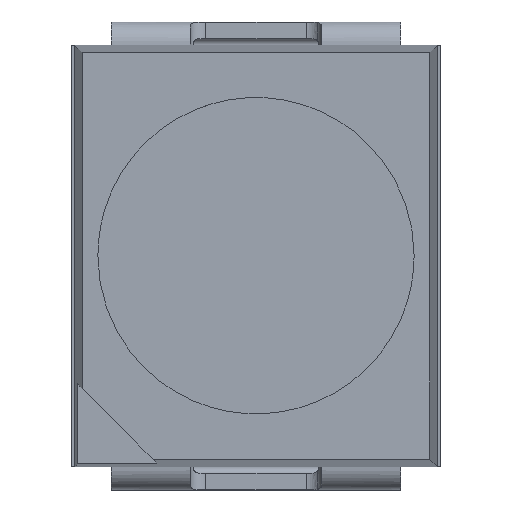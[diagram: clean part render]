
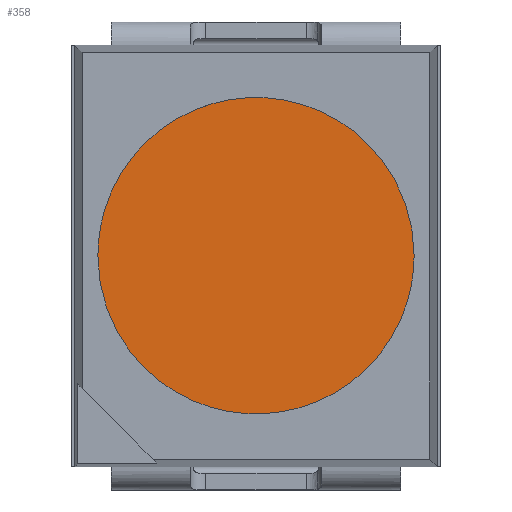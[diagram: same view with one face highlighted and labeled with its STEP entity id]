
A CAD part, top view. The second image highlights one B-rep face of the part: STEP entity #358.
In plain terms, the highlighted planar face has unit normal (0, 0, 1).
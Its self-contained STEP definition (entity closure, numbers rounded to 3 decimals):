
#22 = CARTESIAN_POINT ( 'NONE',  ( -0.48, -1.1, 1.779 ) ) ;
#30 = CARTESIAN_POINT ( 'NONE',  ( 0.984, -0.695, 1.779 ) ) ;
#132 = CARTESIAN_POINT ( 'NONE',  ( -1.2, 0., 1.779 ) ) ;
#137 = EDGE_LOOP ( 'NONE', ( #1421, #2378 ) ) ;
#139 = CARTESIAN_POINT ( 'NONE',  ( -0.37, 1.142, 1.779 ) ) ;
#141 = AXIS2_PLACEMENT_3D ( 'NONE', #253, #1271, #2290 ) ;
#144 = CARTESIAN_POINT ( 'NONE',  ( 0.966, 0.731, 1.779 ) ) ;
#149 = EDGE_CURVE ( 'NONE', #161, #564, #2294, .T. ) ;
#161 = VERTEX_POINT ( 'NONE', #1309 ) ;
#212 = CARTESIAN_POINT ( 'NONE',  ( -1.189, -0.189, 1.779 ) ) ;
#220 = CARTESIAN_POINT ( 'NONE',  ( -0.3, -1.172, 1.779 ) ) ;
#228 = CARTESIAN_POINT ( 'NONE',  ( 1.083, -0.517, 1.779 ) ) ;
#253 = CARTESIAN_POINT ( 'NONE',  ( -1.224, 1.224, 1.779 ) ) ;
#327 = CARTESIAN_POINT ( 'NONE',  ( -1.172, 0.301, 1.779 ) ) ;
#335 = CARTESIAN_POINT ( 'NONE',  ( -0.189, 1.189, 1.779 ) ) ;
#343 = CARTESIAN_POINT ( 'NONE',  ( 1.123, 0.422, 1.779 ) ) ;
#358 = ADVANCED_FACE ( 'NONE', ( #1697 ), #2264, .T. ) ;
#399 = CARTESIAN_POINT ( 'NONE',  ( -1.2, 0., 1.779 ) ) ;
#407 = CARTESIAN_POINT ( 'NONE',  ( -1.142, -0.371, 1.779 ) ) ;
#419 = CARTESIAN_POINT ( 'NONE',  ( 0.076, -1.2, 1.779 ) ) ;
#427 = CARTESIAN_POINT ( 'NONE',  ( 1.109, -0.459, 1.779 ) ) ;
#529 = CARTESIAN_POINT ( 'NONE',  ( -1.1, 0.48, 1.779 ) ) ;
#536 = CARTESIAN_POINT ( 'NONE',  ( 0.153, 1.2, 1.779 ) ) ;
#543 = CARTESIAN_POINT ( 'NONE',  ( 1.142, 0.371, 1.779 ) ) ;
#560 = CARTESIAN_POINT ( 'NONE',  ( 1.2, 0.077, 1.779 ) ) ;
#564 = VERTEX_POINT ( 'NONE', #1103 ) ;
#604 = CARTESIAN_POINT ( 'NONE',  ( -1.123, -0.422, 1.779 ) ) ;
#612 = CARTESIAN_POINT ( 'NONE',  ( 0.316, -1.159, 1.779 ) ) ;
#619 = CARTESIAN_POINT ( 'NONE',  ( 1.2, -0.153, 1.779 ) ) ;
#664 = B_SPLINE_CURVE_WITH_KNOTS ( 'NONE', 3,
 ( #399, #2220, #212, #1605, #407, #1807, #604, #2024, #818, #2226, #1011, #2433, #1213, #22, #1407, #220, #1611, #419, #1816, #612, #2036, #826, #2235, #1017, #2444, #1223, #30, #1417, #228, #1622, #427, #1826, #619, #2047 ),
 .UNSPECIFIED., .F., .F.,
 ( 4, 1, 1, 2, 2, 2, 1, 1, 2, 2, 2, 1, 1, 2, 2, 2, 1, 1, 2, 2, 4 ),
 ( 0., 0., 0., 0., 0., 0.001, 0.001, 0.001, 0.001, 0.001, 0.002, 0.002, 0.002, 0.002, 0.002, 0.003, 0.003, 0.003, 0.003, 0.003, 0.004 ),
 .UNSPECIFIED. ) ;
#731 = CARTESIAN_POINT ( 'NONE',  ( -1.056, 0.572, 1.779 ) ) ;
#735 = CARTESIAN_POINT ( 'NONE',  ( 0.459, 1.109, 1.779 ) ) ;
#747 = CARTESIAN_POINT ( 'NONE',  ( 1.189, 0.189, 1.779 ) ) ;
#818 = CARTESIAN_POINT ( 'NONE',  ( -0.966, -0.731, 1.779 ) ) ;
#826 = CARTESIAN_POINT ( 'NONE',  ( 0.406, -1.129, 1.779 ) ) ;
#932 = CARTESIAN_POINT ( 'NONE',  ( -0.907, 0.79, 1.779 ) ) ;
#940 = CARTESIAN_POINT ( 'NONE',  ( 0.517, 1.083, 1.779 ) ) ;
#1011 = CARTESIAN_POINT ( 'NONE',  ( -0.695, -0.984, 1.779 ) ) ;
#1017 = CARTESIAN_POINT ( 'NONE',  ( 0.596, -1.055, 1.779 ) ) ;
#1103 = CARTESIAN_POINT ( 'NONE',  ( -1.2, 0., 1.779 ) ) ;
#1129 = CARTESIAN_POINT ( 'NONE',  ( -0.596, 1.055, 1.779 ) ) ;
#1135 = CARTESIAN_POINT ( 'NONE',  ( 0.695, 0.984, 1.779 ) ) ;
#1213 = CARTESIAN_POINT ( 'NONE',  ( -0.517, -1.083, 1.779 ) ) ;
#1223 = CARTESIAN_POINT ( 'NONE',  ( 0.907, -0.79, 1.779 ) ) ;
#1271 = DIRECTION ( 'NONE',  ( 0., 0., 1. ) ) ;
#1309 = CARTESIAN_POINT ( 'NONE',  ( 1.2, 0., 1.779 ) ) ;
#1321 = CARTESIAN_POINT ( 'NONE',  ( -0.406, 1.129, 1.779 ) ) ;
#1332 = CARTESIAN_POINT ( 'NONE',  ( 0.79, 0.907, 1.779 ) ) ;
#1407 = CARTESIAN_POINT ( 'NONE',  ( -0.459, -1.109, 1.779 ) ) ;
#1417 = CARTESIAN_POINT ( 'NONE',  ( 1.056, -0.572, 1.779 ) ) ;
#1421 = ORIENTED_EDGE ( 'NONE', *, *, #1655, .T. ) ;
#1516 = CARTESIAN_POINT ( 'NONE',  ( -1.2, 0.153, 1.779 ) ) ;
#1524 = CARTESIAN_POINT ( 'NONE',  ( -0.316, 1.159, 1.779 ) ) ;
#1533 = CARTESIAN_POINT ( 'NONE',  ( 1.055, 0.596, 1.779 ) ) ;
#1605 = CARTESIAN_POINT ( 'NONE',  ( -1.159, -0.317, 1.779 ) ) ;
#1611 = CARTESIAN_POINT ( 'NONE',  ( -0.153, -1.2, 1.779 ) ) ;
#1622 = CARTESIAN_POINT ( 'NONE',  ( 1.1, -0.48, 1.779 ) ) ;
#1655 = EDGE_CURVE ( 'NONE', #564, #161, #664, .T. ) ;
#1697 = FACE_OUTER_BOUND ( 'NONE', #137, .T. ) ;
#1722 = CARTESIAN_POINT ( 'NONE',  ( -1.109, 0.459, 1.779 ) ) ;
#1730 = CARTESIAN_POINT ( 'NONE',  ( -0.076, 1.2, 1.779 ) ) ;
#1739 = CARTESIAN_POINT ( 'NONE',  ( 1.129, 0.406, 1.779 ) ) ;
#1807 = CARTESIAN_POINT ( 'NONE',  ( -1.129, -0.406, 1.779 ) ) ;
#1816 = CARTESIAN_POINT ( 'NONE',  ( 0.189, -1.189, 1.779 ) ) ;
#1826 = CARTESIAN_POINT ( 'NONE',  ( 1.172, -0.301, 1.779 ) ) ;
#1932 = CARTESIAN_POINT ( 'NONE',  ( -1.083, 0.517, 1.779 ) ) ;
#1943 = CARTESIAN_POINT ( 'NONE',  ( 0.3, 1.172, 1.779 ) ) ;
#1950 = CARTESIAN_POINT ( 'NONE',  ( 1.159, 0.317, 1.779 ) ) ;
#2024 = CARTESIAN_POINT ( 'NONE',  ( -1.055, -0.596, 1.779 ) ) ;
#2036 = CARTESIAN_POINT ( 'NONE',  ( 0.37, -1.142, 1.779 ) ) ;
#2047 = CARTESIAN_POINT ( 'NONE',  ( 1.2, 0., 1.779 ) ) ;
#2139 = CARTESIAN_POINT ( 'NONE',  ( -0.984, 0.695, 1.779 ) ) ;
#2147 = CARTESIAN_POINT ( 'NONE',  ( 0.48, 1.1, 1.779 ) ) ;
#2153 = CARTESIAN_POINT ( 'NONE',  ( 1.2, 0., 1.779 ) ) ;
#2220 = CARTESIAN_POINT ( 'NONE',  ( -1.2, -0.077, 1.779 ) ) ;
#2226 = CARTESIAN_POINT ( 'NONE',  ( -0.79, -0.907, 1.779 ) ) ;
#2235 = CARTESIAN_POINT ( 'NONE',  ( 0.422, -1.123, 1.779 ) ) ;
#2264 = PLANE ( 'NONE',  #141 ) ;
#2290 = DIRECTION ( 'NONE',  ( 1., 0., 0. ) ) ;
#2294 = B_SPLINE_CURVE_WITH_KNOTS ( 'NONE', 3,
 ( #2153, #560, #747, #1950, #543, #1739, #343, #1533, #144, #1332, #1135, #2353, #940, #2147, #735, #1943, #536, #1730, #335, #1524, #139, #1321, #2550, #1129, #2345, #932, #2139, #731, #1932, #529, #1722, #327, #1516, #132 ),
 .UNSPECIFIED., .F., .F.,
 ( 4, 1, 1, 2, 2, 2, 1, 1, 2, 2, 2, 1, 1, 2, 2, 2, 1, 1, 2, 2, 4 ),
 ( 0., 0., 0., 0., 0., 0.001, 0.001, 0.001, 0.001, 0.001, 0.002, 0.002, 0.002, 0.002, 0.002, 0.003, 0.003, 0.003, 0.003, 0.003, 0.004 ),
 .UNSPECIFIED. ) ;
#2345 = CARTESIAN_POINT ( 'NONE',  ( -0.731, 0.966, 1.779 ) ) ;
#2353 = CARTESIAN_POINT ( 'NONE',  ( 0.572, 1.056, 1.779 ) ) ;
#2378 = ORIENTED_EDGE ( 'NONE', *, *, #149, .T. ) ;
#2433 = CARTESIAN_POINT ( 'NONE',  ( -0.572, -1.056, 1.779 ) ) ;
#2444 = CARTESIAN_POINT ( 'NONE',  ( 0.731, -0.966, 1.779 ) ) ;
#2550 = CARTESIAN_POINT ( 'NONE',  ( -0.422, 1.123, 1.779 ) ) ;
